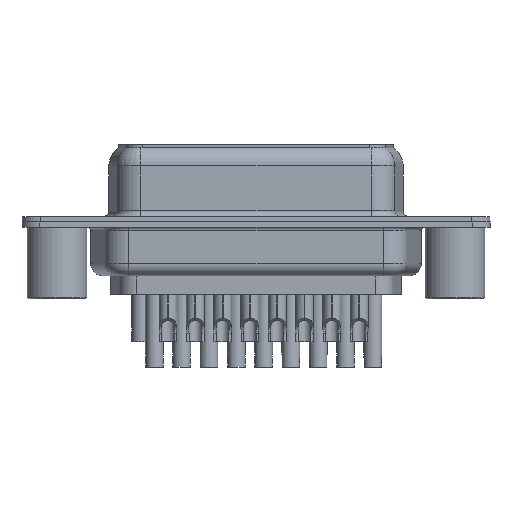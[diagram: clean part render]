
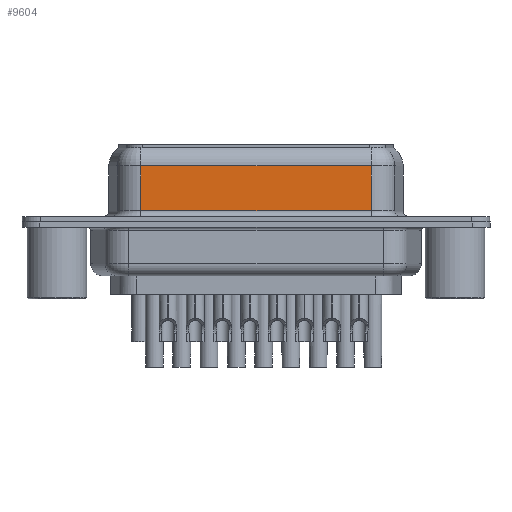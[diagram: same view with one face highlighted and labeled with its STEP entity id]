
A CAD part, front view. The second image highlights one B-rep face of the part: STEP entity #9604.
In plain terms, the highlighted planar face has unit normal (0, -1, 0).
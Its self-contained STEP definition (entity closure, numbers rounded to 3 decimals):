
#939 = LINE ( 'NONE', #10077, #7308 ) ;
#1879 = LINE ( 'NONE', #15928, #26038 ) ;
#2041 = ORIENTED_EDGE ( 'NONE', *, *, #13155, .F. ) ;
#2164 = LINE ( 'NONE', #11293, #20247 ) ;
#3784 = EDGE_CURVE ( 'NONE', #27636, #8630, #18012, .T. ) ;
#4114 = CARTESIAN_POINT ( 'NONE',  ( 26.297, -3.95, 6.45 ) ) ;
#4988 = CARTESIAN_POINT ( 'NONE',  ( 26.297, -3.95, 0.95 ) ) ;
#5442 = CARTESIAN_POINT ( 'NONE',  ( 26.297, -3.95, 0.95 ) ) ;
#6923 = DIRECTION ( 'NONE',  ( 1., 0., 0. ) ) ;
#7308 = VECTOR ( 'NONE', #26674, 1000. ) ;
#8630 = VERTEX_POINT ( 'NONE', #5442 ) ;
#9208 = ORIENTED_EDGE ( 'NONE', *, *, #17467, .T. ) ;
#9604 = ADVANCED_FACE ( 'NONE', ( #24767 ), #11000, .F. ) ;
#9761 = EDGE_CURVE ( 'NONE', #15254, #16716, #2164, .T. ) ;
#10077 = CARTESIAN_POINT ( 'NONE',  ( 26.297, -3.95, 6.45 ) ) ;
#10857 = CARTESIAN_POINT ( 'NONE',  ( 7.023, -3.95, 0.95 ) ) ;
#10967 = CARTESIAN_POINT ( 'NONE',  ( 26.297, -3.95, 4.7 ) ) ;
#11000 = PLANE ( 'NONE',  #14957 ) ;
#11293 = CARTESIAN_POINT ( 'NONE',  ( 26.297, -3.95, 4.7 ) ) ;
#13155 = EDGE_CURVE ( 'NONE', #15254, #8630, #939, .T. ) ;
#13230 = DIRECTION ( 'NONE',  ( 0., 0., 1. ) ) ;
#14488 = CARTESIAN_POINT ( 'NONE',  ( 7.023, -3.95, 4.7 ) ) ;
#14957 = AXIS2_PLACEMENT_3D ( 'NONE', #4114, #18037, #13230 ) ;
#15254 = VERTEX_POINT ( 'NONE', #10967 ) ;
#15928 = CARTESIAN_POINT ( 'NONE',  ( 7.023, -3.95, 6.45 ) ) ;
#16359 = ORIENTED_EDGE ( 'NONE', *, *, #3784, .T. ) ;
#16716 = VERTEX_POINT ( 'NONE', #14488 ) ;
#17467 = EDGE_CURVE ( 'NONE', #16716, #27636, #1879, .T. ) ;
#17493 = VECTOR ( 'NONE', #6923, 1000. ) ;
#18012 = LINE ( 'NONE', #4988, #17493 ) ;
#18037 = DIRECTION ( 'NONE',  ( 0., 1., 0. ) ) ;
#18483 = DIRECTION ( 'NONE',  ( 0., 0., -1. ) ) ;
#20247 = VECTOR ( 'NONE', #23416, 1000. ) ;
#20498 = ORIENTED_EDGE ( 'NONE', *, *, #9761, .T. ) ;
#23416 = DIRECTION ( 'NONE',  ( -1., 0., 0. ) ) ;
#24767 = FACE_OUTER_BOUND ( 'NONE', #25122, .T. ) ;
#25122 = EDGE_LOOP ( 'NONE', ( #2041, #20498, #9208, #16359 ) ) ;
#26038 = VECTOR ( 'NONE', #18483, 1000. ) ;
#26674 = DIRECTION ( 'NONE',  ( 0., 0., -1. ) ) ;
#27636 = VERTEX_POINT ( 'NONE', #10857 ) ;
